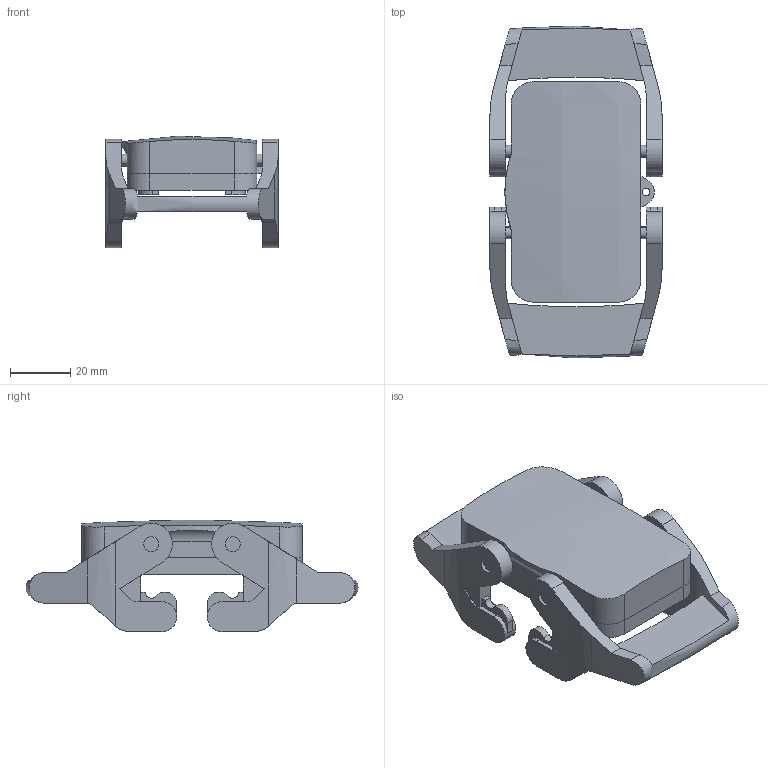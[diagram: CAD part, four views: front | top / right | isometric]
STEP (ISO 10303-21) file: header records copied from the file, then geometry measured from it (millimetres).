
FILE_DESCRIPTION(('CATIA V5 STEP Exchange','CAx-IF Rec.Pracs.--- Model Styling and Organization---1.4--- 2014-01-23'),'2;1');
FILE_NAME ('263250-1_2', '2021-12-07T07:08:25+00:00', ('none'), ('Weidmueller'), 'CATIA Version 5-6 Release 2016 SP3 HF44', 'CATIA V5 STEP AP214', 'none');
FILE_SCHEMA(('AUTOMOTIVE_DESIGN { 1 0 10303 214 1 1 1 1 }'));
Length unit declared in the file: millimetre
Products named in the file (1): Token_2559740000
Bounding box: 57 x 110 x 36.93 mm (x, y, z)
Volume: 46614.9 mm3; surface area: 28775.2 mm2
Topology: 2 solids, 2 shells, 251 faces, 698 edges, 460 vertices
Faces by surface type: plane 158, cylinder 89, revolution 2, torus 2
Entity records: 7729 total; most frequent: CARTESIAN_POINT 1837, ORIENTED_EDGE 1396, DIRECTION 905, EDGE_CURVE 698, VERTEX_POINT 460, VECTOR 423, LINE 423, AXIS2_PLACEMENT_3D 327
